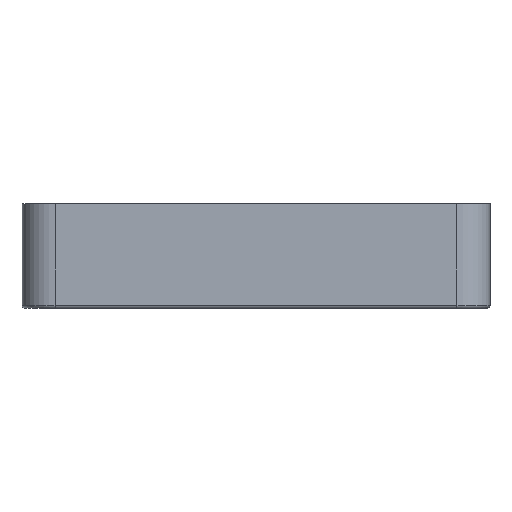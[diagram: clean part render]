
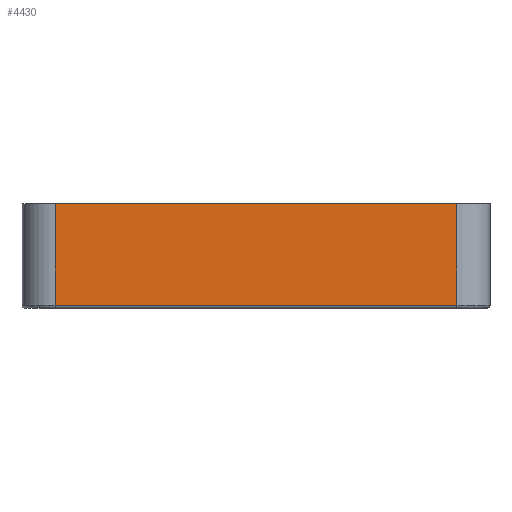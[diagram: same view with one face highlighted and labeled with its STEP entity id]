
A CAD part, left-side view. The second image highlights one B-rep face of the part: STEP entity #4430.
In plain terms, the highlighted planar face has unit normal (-1, 0, 0).
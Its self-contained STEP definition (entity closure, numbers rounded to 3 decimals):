
#1=DIRECTION('',(0.,-1.,0.));
#2=VECTOR('',#1,25.76);
#3=CARTESIAN_POINT('',(0.,27.88,-6.7));
#4=LINE('',#3,#2);
#24=DIRECTION('',(0.,0.,1.));
#25=VECTOR('',#24,6.5);
#26=CARTESIAN_POINT('',(0.,2.12,-6.7));
#27=LINE('',#26,#25);
#42=DIRECTION('',(0.,1.,0.));
#43=VECTOR('',#42,25.76);
#44=CARTESIAN_POINT('',(0.,2.12,-0.2));
#45=LINE('',#44,#43);
#1240=DIRECTION('',(0.,0.,-1.));
#1241=VECTOR('',#1240,6.5);
#1242=CARTESIAN_POINT('',(0.,27.88,-0.2));
#1243=LINE('',#1242,#1241);
#3381=CARTESIAN_POINT('',(0.,27.88,-6.7));
#3382=CARTESIAN_POINT('',(0.,2.12,-6.7));
#3383=VERTEX_POINT('',#3381);
#3384=VERTEX_POINT('',#3382);
#3385=CARTESIAN_POINT('',(0.,27.88,-0.2));
#3386=VERTEX_POINT('',#3385);
#3387=CARTESIAN_POINT('',(0.,2.12,-0.2));
#3388=VERTEX_POINT('',#3387);
#4415=CARTESIAN_POINT('',(0.,15.,-3.45));
#4416=DIRECTION('',(1.,0.,0.));
#4417=DIRECTION('',(0.,-1.,0.));
#4418=AXIS2_PLACEMENT_3D('',#4415,#4416,#4417);
#4419=PLANE('',#4418);
#4421=ORIENTED_EDGE('',*,*,#4420,.F.);
#4423=ORIENTED_EDGE('',*,*,#4422,.F.);
#4425=ORIENTED_EDGE('',*,*,#4424,.F.);
#4427=ORIENTED_EDGE('',*,*,#4426,.F.);
#4428=EDGE_LOOP('',(#4421,#4423,#4425,#4427));
#4429=FACE_OUTER_BOUND('',#4428,.F.);
#4420=EDGE_CURVE('',#3383,#3384,#4,.T.);
#4422=EDGE_CURVE('',#3386,#3383,#1243,.T.);
#4424=EDGE_CURVE('',#3388,#3386,#45,.T.);
#4426=EDGE_CURVE('',#3384,#3388,#27,.T.);
#4430=ADVANCED_FACE('',(#4429),#4419,.F.);
